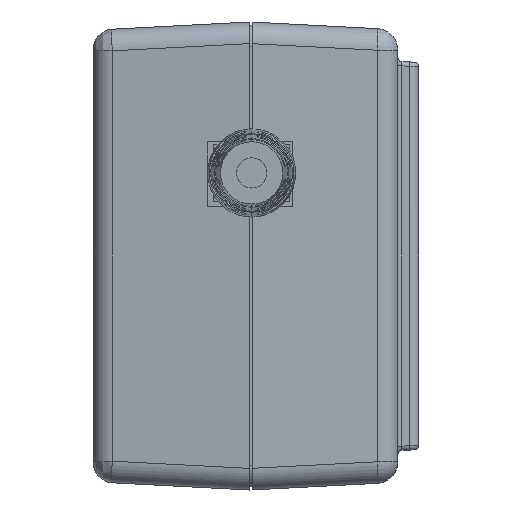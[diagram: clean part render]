
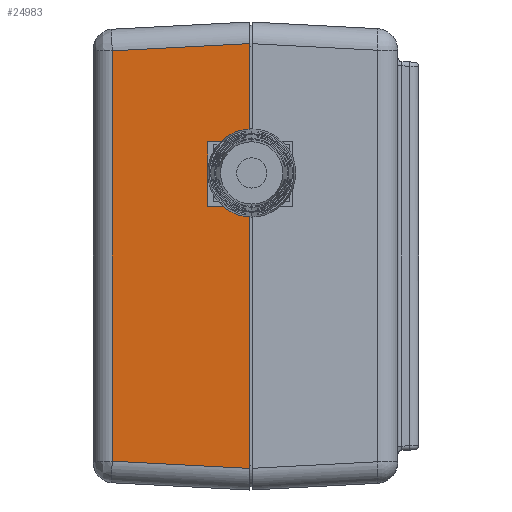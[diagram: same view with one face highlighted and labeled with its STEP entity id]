
A CAD part, left-side view. The second image highlights one B-rep face of the part: STEP entity #24983.
In plain terms, the highlighted planar face has unit normal (-0.999, 0.052, 0).
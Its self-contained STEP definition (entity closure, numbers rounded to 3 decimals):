
#13514=DIRECTION('',(0.052,0.998,0.017));
#13515=VECTOR('',#13514,4.857);
#13516=CARTESIAN_POINT('',(-57.298,0.05,
5.62));
#13517=LINE('',#13516,#13515);
#13976=DIRECTION('',(0.052,0.998,-0.017));
#13977=VECTOR('',#13976,4.857);
#13978=CARTESIAN_POINT('',(-57.298,0.05,
13.279));
#13979=LINE('',#13978,#13977);
#13980=DIRECTION('',(0.,0.,-1.));
#13981=VECTOR('',#13980,7.49);
#13982=CARTESIAN_POINT('',(-57.044,4.9,13.195));
#13983=LINE('',#13982,#13981);
#13984=DIRECTION('',(0.,0.,-1.));
#13985=VECTOR('',#13984,30.172);
#13986=CARTESIAN_POINT('',(-57.298,0.05,
5.62));
#13987=LINE('',#13986,#13985);
#13988=DIRECTION('',(0.052,0.997,0.052));
#13989=VECTOR('',#13988,15.914);
#13990=CARTESIAN_POINT('',(-57.298,0.05,
-24.551));
#13991=LINE('',#13990,#13989);
#13992=DIRECTION('',(-0.052,-0.997,0.052));
#13993=VECTOR('',#13992,15.914);
#13994=CARTESIAN_POINT('',(-56.466,15.92,
23.719));
#13995=LINE('',#13994,#13993);
#13996=DIRECTION('',(0.,0.,-1.));
#13997=VECTOR('',#13996,11.272);
#13998=CARTESIAN_POINT('',(-57.298,0.05,
24.551));
#13999=LINE('',#13998,#13997);
#14008=CARTESIAN_POINT('',(-57.298,0.05,
-24.551));
#14158=DIRECTION('',(0.,0.,-1.));
#14159=VECTOR('',#14158,47.439);
#14160=CARTESIAN_POINT('',(-56.466,15.92,
23.719));
#14161=LINE('',#14160,#14159);
#22003=CARTESIAN_POINT('',(-57.298,0.05,
5.62));
#22005=VERTEX_POINT('',#22003);
#22030=VERTEX_POINT('',#14008);
#22035=CARTESIAN_POINT('',(-57.044,4.9,5.705));
#22036=VERTEX_POINT('',#22035);
#22221=CARTESIAN_POINT('',(-57.044,4.9,13.195));
#22222=VERTEX_POINT('',#22221);
#22223=CARTESIAN_POINT('',(-57.298,0.05,
13.279));
#22224=VERTEX_POINT('',#22223);
#22261=CARTESIAN_POINT('',(-57.298,0.05,
24.551));
#22262=VERTEX_POINT('',#22261);
#22289=CARTESIAN_POINT('',(-56.466,15.92,
-23.719));
#22290=VERTEX_POINT('',#22289);
#22291=CARTESIAN_POINT('',(-56.466,15.92,
23.719));
#22292=VERTEX_POINT('',#22291);
#24964=CARTESIAN_POINT('',(-57.3,0.016,-26.75));
#24965=DIRECTION('',(-0.999,0.052,0.));
#24966=DIRECTION('',(0.,0.,1.));
#24967=AXIS2_PLACEMENT_3D('',#24964,#24965,#24966);
#24968=PLANE('',#24967);
#24969=ORIENTED_EDGE('',*,*,#24852,.T.);
#24971=ORIENTED_EDGE('',*,*,#24970,.T.);
#24972=ORIENTED_EDGE('',*,*,#24529,.F.);
#24973=ORIENTED_EDGE('',*,*,#24514,.T.);
#24975=ORIENTED_EDGE('',*,*,#24974,.T.);
#24977=ORIENTED_EDGE('',*,*,#24976,.F.);
#24979=ORIENTED_EDGE('',*,*,#24978,.T.);
#24980=ORIENTED_EDGE('',*,*,#24928,.T.);
#24981=EDGE_LOOP('',(#24969,#24971,#24972,#24973,#24975,#24977,#24979,#24980));
#24982=FACE_OUTER_BOUND('',#24981,.F.);
#24983=ADVANCED_FACE('',(#24982),#24968,.T.);
#24514=EDGE_CURVE('',#22005,#22030,#13987,.T.);
#24529=EDGE_CURVE('',#22005,#22036,#13517,.T.);
#24852=EDGE_CURVE('',#22224,#22222,#13979,.T.);
#24928=EDGE_CURVE('',#22262,#22224,#13999,.T.);
#24970=EDGE_CURVE('',#22222,#22036,#13983,.T.);
#24974=EDGE_CURVE('',#22030,#22290,#13991,.T.);
#24976=EDGE_CURVE('',#22292,#22290,#14161,.T.);
#24978=EDGE_CURVE('',#22292,#22262,#13995,.T.);
